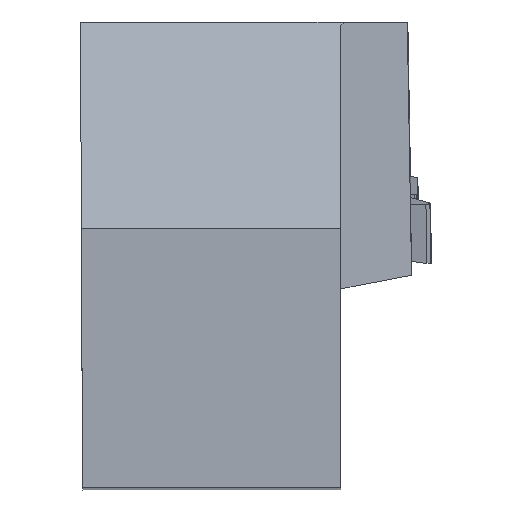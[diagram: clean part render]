
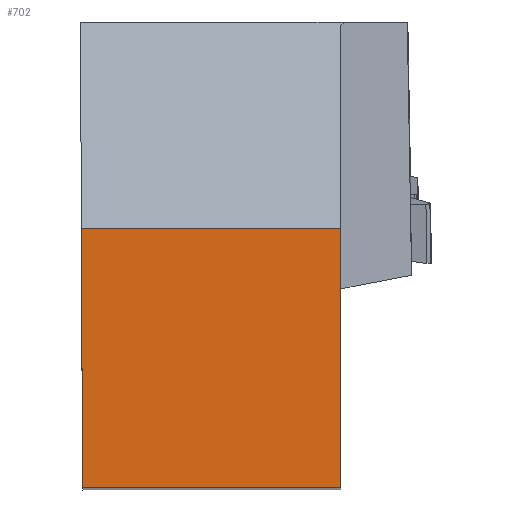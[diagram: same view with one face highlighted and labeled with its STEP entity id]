
A CAD part, top view. The second image highlights one B-rep face of the part: STEP entity #702.
In plain terms, the highlighted planar face has unit normal (0, 0, 1).
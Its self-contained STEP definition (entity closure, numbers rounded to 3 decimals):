
#176=PLANE('',#1954);
#256=FACE_OUTER_BOUND('',#823,.T.);
#426=LINE('',#3096,#606);
#431=LINE('',#3105,#611);
#432=LINE('',#3108,#612);
#433=LINE('',#3109,#613);
#606=VECTOR('',#2404,1.);
#611=VECTOR('',#2413,1.);
#612=VECTOR('',#2414,1.);
#613=VECTOR('',#2415,1.);
#702=ADVANCED_FACE('BLANK_BOXF006',(#256),#176,.F.);
#823=EDGE_LOOP('',(#1259,#1260,#1261,#1262));
#1259=ORIENTED_EDGE('',*,*,#1702,.F.);
#1260=ORIENTED_EDGE('',*,*,#1703,.F.);
#1261=ORIENTED_EDGE('',*,*,#1697,.F.);
#1262=ORIENTED_EDGE('',*,*,#1704,.F.);
#1468=VERTEX_POINT('',#3095);
#1469=VERTEX_POINT('',#3097);
#1471=VERTEX_POINT('',#3106);
#1472=VERTEX_POINT('',#3107);
#1697=EDGE_CURVE('',#1468,#1469,#426,.T.);
#1702=EDGE_CURVE('',#1471,#1472,#431,.T.);
#1703=EDGE_CURVE('',#1469,#1471,#432,.T.);
#1704=EDGE_CURVE('',#1472,#1468,#433,.T.);
#1954=AXIS2_PLACEMENT_3D('',#3110,#2416,#2417);
#2404=DIRECTION('',(-0.004,1.,0.));
#2413=DIRECTION('',(0.,-1.,0.));
#2414=DIRECTION('',(1.,0.,0.));
#2415=DIRECTION('',(-1.,0.,0.));
#2416=DIRECTION('',(0.,0.,-1.));
#2417=DIRECTION('',(0.,1.,0.));
#3095=CARTESIAN_POINT('',(0.109,0.,0.));
#3096=CARTESIAN_POINT('',(0.769,-151.349,0.));
#3097=CARTESIAN_POINT('',(0.,24.875,0.));
#3105=CARTESIAN_POINT('',(24.875,151.35,0.));
#3106=CARTESIAN_POINT('',(24.875,24.875,0.));
#3107=CARTESIAN_POINT('',(24.875,0.,0.));
#3108=CARTESIAN_POINT('',(-151.35,24.875,0.));
#3109=CARTESIAN_POINT('',(151.35,0.,0.));
#3110=CARTESIAN_POINT('',(57.225,44.875,0.));
